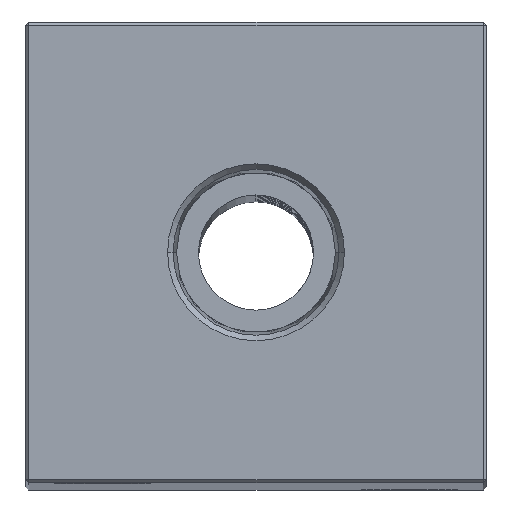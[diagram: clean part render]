
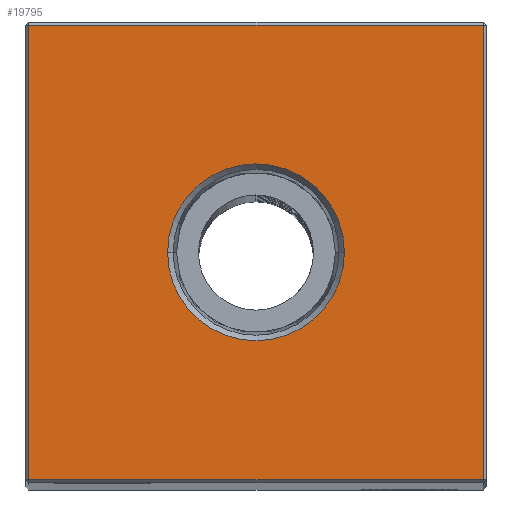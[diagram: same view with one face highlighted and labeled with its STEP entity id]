
A CAD part, top view. The second image highlights one B-rep face of the part: STEP entity #19795.
In plain terms, the highlighted planar face has unit normal (0, 0, 1).
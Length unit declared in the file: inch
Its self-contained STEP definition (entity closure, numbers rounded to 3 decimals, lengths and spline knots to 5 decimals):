
#1402 = CARTESIAN_POINT ( 'NONE',  ( 0., 0.74, 13.75 ) ) ;
#1526 = PLANE ( 'NONE',  #22502 ) ;
#1563 = CARTESIAN_POINT ( 'NONE',  ( 0.74, 0., 13.75 ) ) ;
#1609 = EDGE_CURVE ( 'NONE', #11051, #28722, #23777, .T. ) ;
#2702 = CARTESIAN_POINT ( 'NONE',  ( 0.288, 0., 13.75 ) ) ;
#3562 = CARTESIAN_POINT ( 'NONE',  ( 0., 0., 13.75 ) ) ;
#4305 = LINE ( 'NONE', #14286, #19920 ) ;
#4341 = CARTESIAN_POINT ( 'NONE',  ( 0., 0., 13.75 ) ) ;
#4374 = EDGE_CURVE ( 'NONE', #25412, #12897, #24456, .T. ) ;
#7656 = EDGE_CURVE ( 'NONE', #12897, #25412, #17288, .T. ) ;
#7695 = EDGE_CURVE ( 'NONE', #15070, #11051, #23924, .T. ) ;
#8139 = LINE ( 'NONE', #18045, #20963 ) ;
#8646 = ORIENTED_EDGE ( 'NONE', *, *, #1609, .T. ) ;
#8827 = ORIENTED_EDGE ( 'NONE', *, *, #20346, .T. ) ;
#9139 = CARTESIAN_POINT ( 'NONE',  ( 0., 0., 13.75 ) ) ;
#10061 = VECTOR ( 'NONE', #11584, 39.37008 ) ;
#10471 = AXIS2_PLACEMENT_3D ( 'NONE', #9139, #19046, #28902 ) ;
#11051 = VERTEX_POINT ( 'NONE', #20830 ) ;
#11414 = DIRECTION ( 'NONE',  ( -1., 0., 0. ) ) ;
#11584 = DIRECTION ( 'NONE',  ( 0., 1., 0. ) ) ;
#11769 = CARTESIAN_POINT ( 'NONE',  ( -0.288, 0., 13.75 ) ) ;
#12897 = VERTEX_POINT ( 'NONE', #2702 ) ;
#13570 = DIRECTION ( 'NONE',  ( 0., 0., 1. ) ) ;
#14001 = FACE_OUTER_BOUND ( 'NONE', #15613, .T. ) ;
#14286 = CARTESIAN_POINT ( 'NONE',  ( 0., -0.74, 13.75 ) ) ;
#14325 = DIRECTION ( 'NONE',  ( 0., 0., -1. ) ) ;
#15070 = VERTEX_POINT ( 'NONE', #18159 ) ;
#15613 = EDGE_LOOP ( 'NONE', ( #8827, #18240, #22057, #8646 ) ) ;
#17288 = CIRCLE ( 'NONE', #21428, 0.288 ) ;
#18045 = CARTESIAN_POINT ( 'NONE',  ( -0.74, 0., 13.75 ) ) ;
#18159 = CARTESIAN_POINT ( 'NONE',  ( 0.74, -0.74, 13.75 ) ) ;
#18240 = ORIENTED_EDGE ( 'NONE', *, *, #22536, .T. ) ;
#19046 = DIRECTION ( 'NONE',  ( 0., 0., 1. ) ) ;
#19111 = CARTESIAN_POINT ( 'NONE',  ( -0.74, -0.74, 13.75 ) ) ;
#19795 = ADVANCED_FACE ( 'NONE', ( #14001, #23888 ), #1526, .F. ) ;
#19920 = VECTOR ( 'NONE', #24188, 39.37008 ) ;
#20346 = EDGE_CURVE ( 'NONE', #28722, #31174, #8139, .T. ) ;
#20830 = CARTESIAN_POINT ( 'NONE',  ( 0.74, 0.74, 13.75 ) ) ;
#20963 = VECTOR ( 'NONE', #27932, 39.37008 ) ;
#21428 = AXIS2_PLACEMENT_3D ( 'NONE', #3562, #13570, #23464 ) ;
#21739 = ORIENTED_EDGE ( 'NONE', *, *, #7656, .F. ) ;
#22057 = ORIENTED_EDGE ( 'NONE', *, *, #7695, .T. ) ;
#22502 = AXIS2_PLACEMENT_3D ( 'NONE', #4341, #14325, #24221 ) ;
#22536 = EDGE_CURVE ( 'NONE', #31174, #15070, #4305, .T. ) ;
#23106 = ORIENTED_EDGE ( 'NONE', *, *, #4374, .F. ) ;
#23464 = DIRECTION ( 'NONE',  ( 1., 0., 0. ) ) ;
#23777 = LINE ( 'NONE', #1402, #31322 ) ;
#23888 = FACE_BOUND ( 'NONE', #29492, .T. ) ;
#23924 = LINE ( 'NONE', #1563, #10061 ) ;
#24188 = DIRECTION ( 'NONE',  ( 1., 0., 0. ) ) ;
#24221 = DIRECTION ( 'NONE',  ( -1., 0., 0. ) ) ;
#24456 = CIRCLE ( 'NONE', #10471, 0.288 ) ;
#25412 = VERTEX_POINT ( 'NONE', #11769 ) ;
#27765 = CARTESIAN_POINT ( 'NONE',  ( -0.74, 0.74, 13.75 ) ) ;
#27932 = DIRECTION ( 'NONE',  ( 0., -1., 0. ) ) ;
#28722 = VERTEX_POINT ( 'NONE', #27765 ) ;
#28902 = DIRECTION ( 'NONE',  ( 1., 0., 0. ) ) ;
#29492 = EDGE_LOOP ( 'NONE', ( #21739, #23106 ) ) ;
#31174 = VERTEX_POINT ( 'NONE', #19111 ) ;
#31322 = VECTOR ( 'NONE', #11414, 39.37008 ) ;
